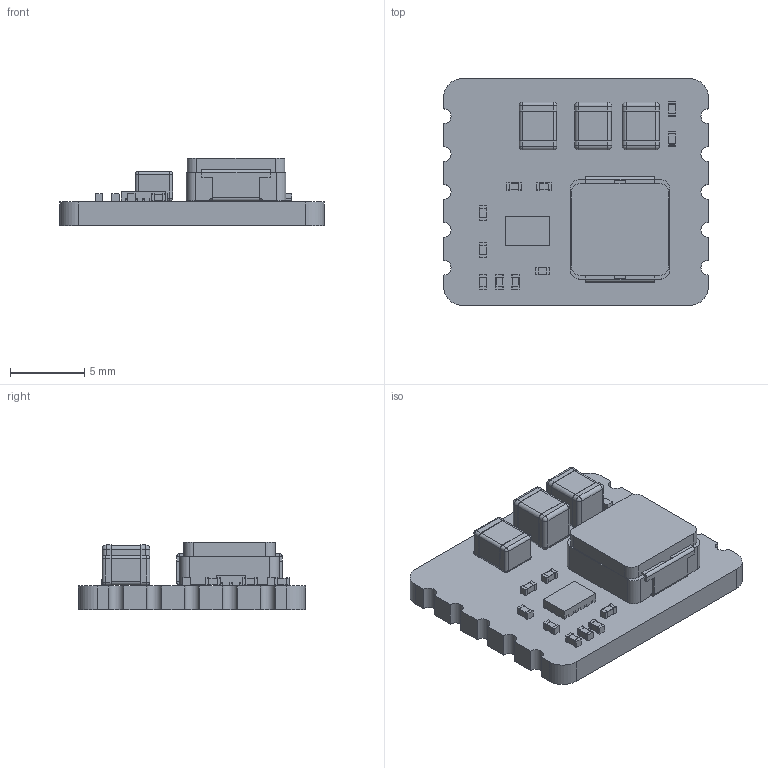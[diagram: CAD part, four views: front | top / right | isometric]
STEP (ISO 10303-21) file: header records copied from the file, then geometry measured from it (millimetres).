
FILE_DESCRIPTION(('KiCad electronic assembly'),'2;1');
FILE_NAME('CD-6sLipo-to-5V3-Buck-Castellated-Module.kicad_pro.step', '2024-10-09T10:45:11',('Pcbnew'),('Kicad'), 'Open CASCADE STEP processor 7.8','KiCad to STEP converter','Unknown' );
FILE_SCHEMA(('AUTOMOTIVE_DESIGN { 1 0 10303 214 1 1 1 1 }'));
Length unit declared in the file: millimetre
Products named in the file (16): CD-6sLipo-to-5V3-Buck-Castellated-Module.kicad_pro 1; LM60430ARPKR; RPK0013A_ASM; C_0402_1005Metric; CL32A476KOJNNNE; ASSEMBLY; IHLP2525CZER8R2M01; IHLP2525CZ; R_0402_1005Metric; LED_0402_1005Metric; CL32B475KBUYNWE; CD-6sLipo-to-5V3-buck-RevA.kicad_pro_PCB
Assembly tree (23 placements, depth 3):
  CD-6sLipo-to-5V3-Buck-Castellated-Module.kicad_pro 1
    LM60430ARPKR
      RPK0013A_ASM
    C_0402_1005Metric  x8
      C_0402_1005Metric
    CL32A476KOJNNNE  x2
      ASSEMBLY
    IHLP2525CZER8R2M01
      IHLP2525CZ
    R_0402_1005Metric
      R_0402_1005Metric
    LED_0402_1005Metric
      LED_0402_1005Metric
    CL32B475KBUYNWE
      ASSEMBLY
    CD-6sLipo-to-5V3-buck-RevA.kicad_pro_PCB
Bounding box: 17.78 x 15.24 x 4.54 mm (x, y, z)
Volume: 612.9 mm3; surface area: 1057.6 mm2
Topology: 35 solids, 35 shells, 875 faces, 2285 edges, 1474 vertices
Faces by surface type: plane 627, cylinder 224, sphere 24
Entity records: 20995 total; most frequent: CARTESIAN_POINT 3400, ORIENTED_EDGE 3322, DIRECTION 3215, EDGE_CURVE 1661, LINE 1421, VECTOR 1421, VERTEX_POINT 1082, AXIS2_PLACEMENT_3D 897
